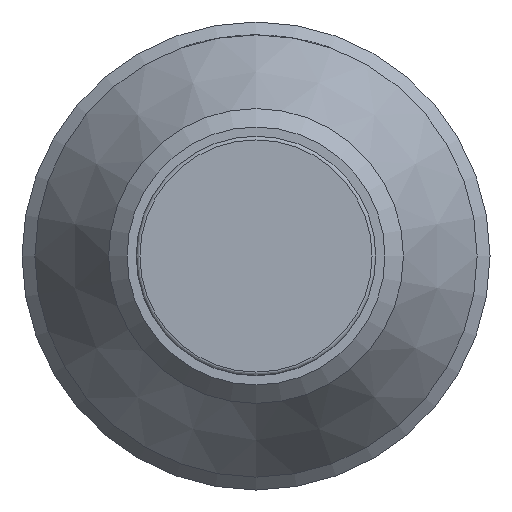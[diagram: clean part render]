
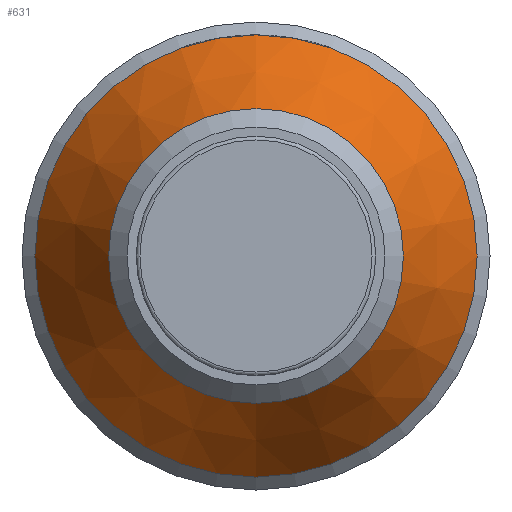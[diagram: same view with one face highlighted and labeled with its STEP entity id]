
A CAD part, left-side view. The second image highlights one B-rep face of the part: STEP entity #631.
In plain terms, the highlighted conical face has half-angle 30 degrees and reference radius 4 mm.
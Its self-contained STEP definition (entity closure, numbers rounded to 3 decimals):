
#71=CONICAL_SURFACE('',#1055,4.,0.524);
#193=ORIENTED_EDGE('',*,*,#277,.T.);
#194=ORIENTED_EDGE('',*,*,#278,.F.);
#277=EDGE_CURVE('',#334,#334,#378,.T.);
#278=EDGE_CURVE('',#335,#335,#379,.T.);
#334=VERTEX_POINT('',#1440);
#335=VERTEX_POINT('',#1443);
#378=CIRCLE('',#1054,6.);
#379=CIRCLE('',#1056,4.);
#451=EDGE_LOOP('',(#193));
#452=EDGE_LOOP('',(#194));
#543=FACE_BOUND('',#451,.T.);
#544=FACE_BOUND('',#452,.T.);
#631=ADVANCED_FACE('',(#543,#544),#71,.T.);
#1054=AXIS2_PLACEMENT_3D('',#1439,#1233,#1234);
#1055=AXIS2_PLACEMENT_3D('',#1441,#1235,#1236);
#1056=AXIS2_PLACEMENT_3D('',#1442,#1237,#1238);
#1233=DIRECTION('',(-1.,0.,0.));
#1234=DIRECTION('',(0.,0.,1.));
#1235=DIRECTION('',(1.,0.,0.));
#1236=DIRECTION('',(0.,0.,-1.));
#1237=DIRECTION('',(-1.,0.,0.));
#1238=DIRECTION('',(0.,0.,1.));
#1439=CARTESIAN_POINT('',(34.464,0.,0.));
#1440=CARTESIAN_POINT('',(34.464,0.,6.));
#1441=CARTESIAN_POINT('',(31.,0.,0.));
#1442=CARTESIAN_POINT('',(31.,0.,0.));
#1443=CARTESIAN_POINT('',(31.,0.,4.));
